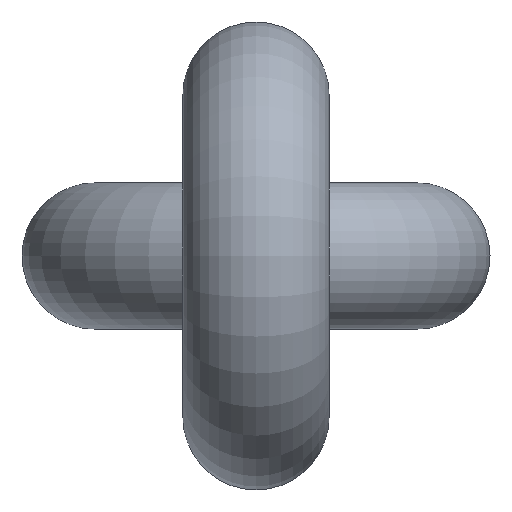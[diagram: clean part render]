
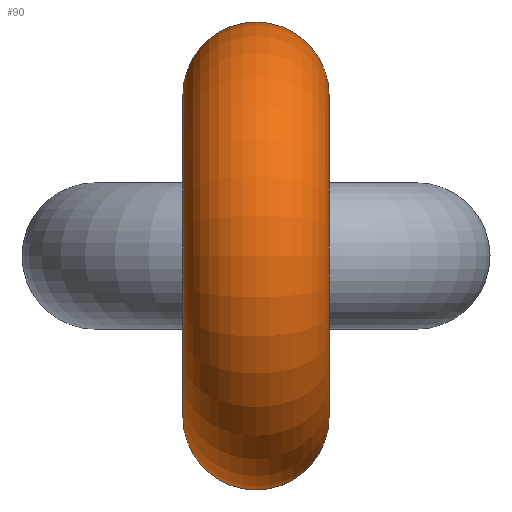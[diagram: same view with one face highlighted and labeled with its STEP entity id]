
A CAD part, left-side view. The second image highlights one B-rep face of the part: STEP entity #90.
In plain terms, the highlighted toroidal (fillet/blend) face has major radius 5.5 mm and minor radius 2.5 mm.
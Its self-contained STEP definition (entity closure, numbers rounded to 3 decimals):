
#75=TOROIDAL_SURFACE('',#274,5.5,2.5);
#90=ADVANCED_FACE('',(#127,#128),#75,.T.);
#127=FACE_BOUND('',#159,.T.);
#128=FACE_BOUND('',#160,.T.);
#159=EDGE_LOOP('',(#191));
#160=EDGE_LOOP('',(#192));
#191=ORIENTED_EDGE('',*,*,#227,.T.);
#192=ORIENTED_EDGE('',*,*,#225,.F.);
#209=VERTEX_POINT('',#382);
#211=VERTEX_POINT('',#387);
#225=EDGE_CURVE('',#209,#209,#241,.T.);
#227=EDGE_CURVE('',#211,#211,#243,.T.);
#241=CIRCLE('',#270,2.5);
#243=CIRCLE('',#273,2.5);
#270=AXIS2_PLACEMENT_3D('',#381,#328,#329);
#273=AXIS2_PLACEMENT_3D('',#386,#334,#335);
#274=AXIS2_PLACEMENT_3D('',#388,#336,#337);
#328=DIRECTION('',(1.,0.,0.));
#329=DIRECTION('',(0.,0.,-1.));
#334=DIRECTION('',(-1.,0.,0.));
#335=DIRECTION('',(0.,0.,1.));
#336=DIRECTION('',(0.,-1.,0.));
#337=DIRECTION('',(0.,0.,-1.));
#381=CARTESIAN_POINT('',(-19.5,0.,-5.5));
#382=CARTESIAN_POINT('',(-19.5,0.,-8.));
#386=CARTESIAN_POINT('',(-19.5,0.,5.5));
#387=CARTESIAN_POINT('',(-19.5,0.,8.));
#388=CARTESIAN_POINT('',(-19.5,0.,0.));
